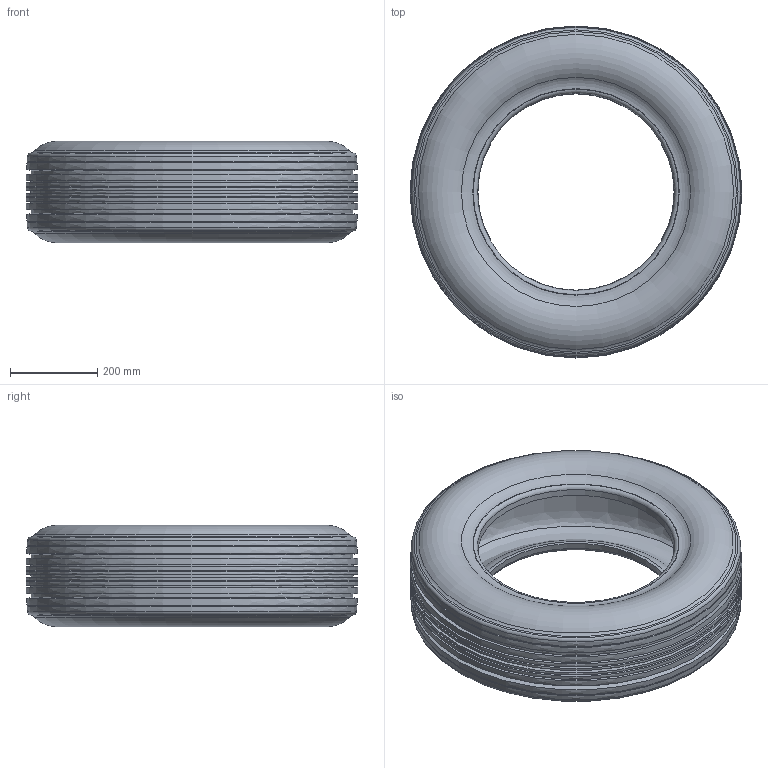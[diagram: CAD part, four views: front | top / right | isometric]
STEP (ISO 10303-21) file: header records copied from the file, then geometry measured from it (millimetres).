
FILE_DESCRIPTION(/* description */ (''),/* implementation_level */ '2;1');
FILE_NAME(/* name */ 'Tyre_195-65-R15_Simplified.step',/* time_stamp */ '2022-12-05T00:54:17+05:30',/* author */ (''),/* organization */ (''),/* preprocessor_version */ 'ST-DEVELOPER v19.2',/* originating_system */ 'Autodesk Translation Framework v11.17.0.187',/* authorisation */ '');
FILE_SCHEMA (('AUTOMOTIVE_DESIGN { 1 0 10303 214 3 1 1 }'));
Length unit declared in the file: metre
Products named in the file (1): Tyre_195-65-R15-W_v01
Bounding box: 762.36 x 762.36 x 232.78 mm (x, y, z)
Volume: 13671542.6 mm3; surface area: 2466091.3 mm2
Topology: 1 solids, 1 shells, 62 faces, 126 edges, 78 vertices
Faces by surface type: bspline 30, plane 14, torus 14, cone 4
Entity records: 2891 total; most frequent: CARTESIAN_POINT 1579, DIRECTION 292, ORIENTED_EDGE 252, AXIS2_PLACEMENT_3D 144, EDGE_CURVE 126, CIRCLE 111, VERTEX_POINT 78, EDGE_LOOP 76
